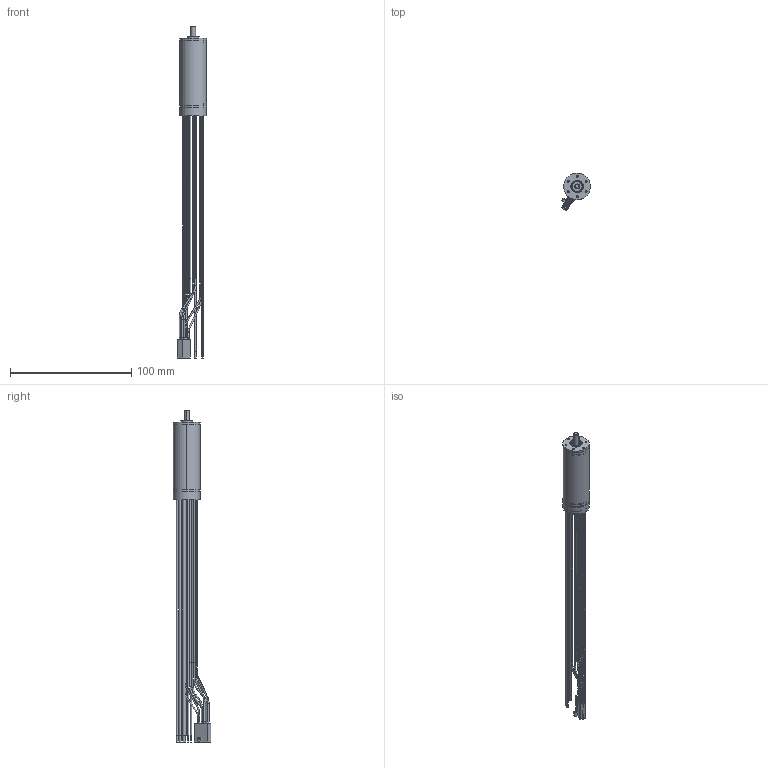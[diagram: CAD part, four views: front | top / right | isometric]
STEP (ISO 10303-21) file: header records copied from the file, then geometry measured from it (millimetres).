
FILE_DESCRIPTION((''),'2;1');
FILE_NAME('4611180001990_SW0002','2023-08-02T13:57:00',('ms27786'),(''),'CREO PARAMETRIC BY PTC INC, 2018100','CREO PARAMETRIC BY PTC INC, 2018100','');
FILE_SCHEMA(('CONFIG_CONTROL_DESIGN'));
Length unit declared in the file: millimetre
Products named in the file (1): 4611180001990_SW0002
Bounding box: 23.88 x 30.69 x 273.35 mm (x, y, z)
Volume: 9771.7 mm3; surface area: 24860.2 mm2
Topology: 4 solids, 6 shells, 506 faces, 1221 edges, 788 vertices
Faces by surface type: plane 216, cylinder 196, torus 62, cone 32
Entity records: 15005 total; most frequent: DIRECTION 2786, CARTESIAN_POINT 2588, ORIENTED_EDGE 2418, EDGE_CURVE 1209, AXIS2_PLACEMENT_3D 1077, VERTEX_POINT 788, VECTOR 632, LINE 632
